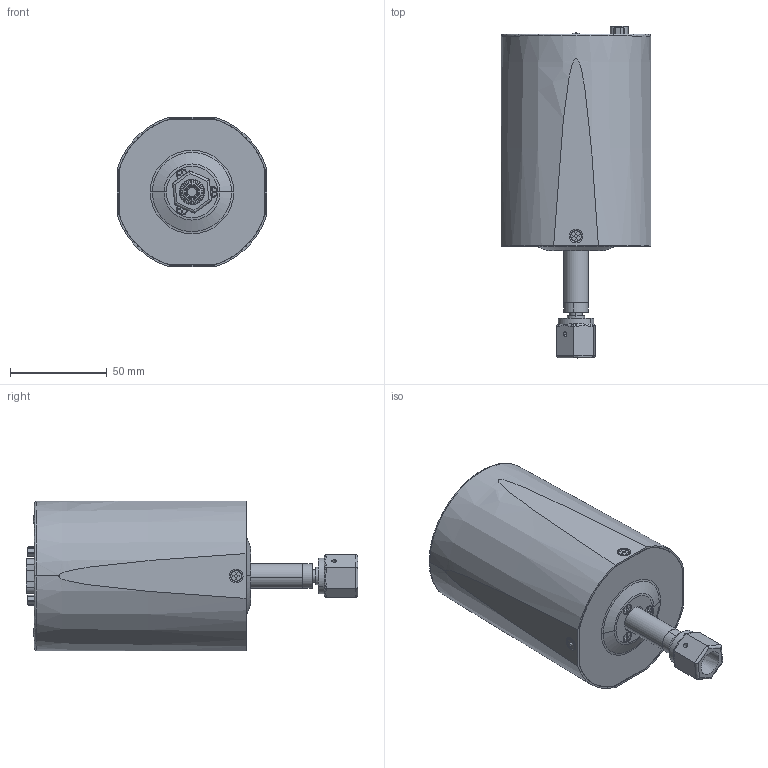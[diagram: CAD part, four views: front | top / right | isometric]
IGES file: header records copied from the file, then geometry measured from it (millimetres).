
Start section: SolidWorks IGES file using analytic representation for surfaces
Global section: file name: CMX-2-XXX-1-N.IGS; native system: SolidWorks 2020; preprocessor: SolidWorks 2020; author: CFehr; date: 210210.092540; units: inch
Bounding box: 77.44 x 171.41 x 77.44 mm (x, y, z)
Volume: 61220.4 mm3; surface area: 100862.5 mm2
Topology: 24 solids, 24 shells, 2424 faces, 6477 edges, 4174 vertices
Faces by surface type: plane 1412, revolution 723, bspline 289
